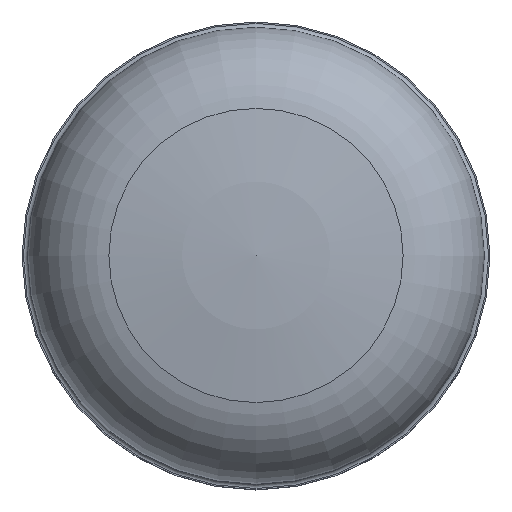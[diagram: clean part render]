
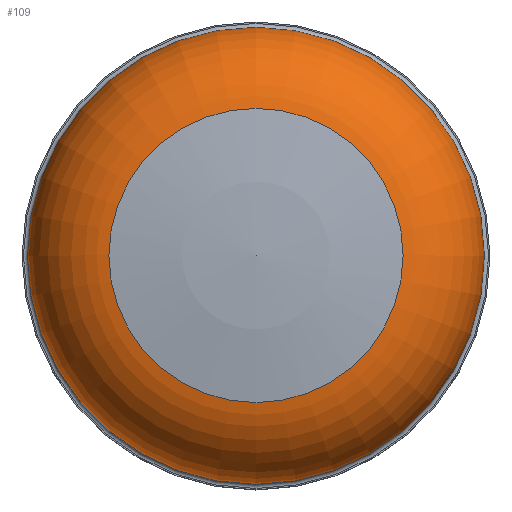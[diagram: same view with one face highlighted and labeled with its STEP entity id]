
A CAD part, top view. The second image highlights one B-rep face of the part: STEP entity #109.
In plain terms, the highlighted toroidal (fillet/blend) face has major radius 9.5 mm and minor radius 7 mm.
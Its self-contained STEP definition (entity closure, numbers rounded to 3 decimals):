
#23=FACE_BOUND($,#50,.T.);
#29=TOROIDAL_SURFACE($,#129,9.5,7.);
#35=FACE_OUTER_BOUND($,#49,.T.);
#49=EDGE_LOOP($,(#94));
#50=EDGE_LOOP($,(#95));
#58=CIRCLE($,#118,10.627);
#64=CIRCLE($,#128,16.5);
#67=VERTEX_POINT($,#178);
#73=VERTEX_POINT($,#194);
#76=EDGE_CURVE($,#67,#67,#58,.T.);
#82=EDGE_CURVE($,#73,#73,#64,.T.);
#94=ORIENTED_EDGE($,*,*,#82,.T.);
#95=ORIENTED_EDGE($,*,*,#76,.F.);
#109=ADVANCED_FACE($,(#35,#23),#29,.T.);
#118=AXIS2_PLACEMENT_3D($,#179,#140,#141);
#128=AXIS2_PLACEMENT_3D($,#195,#160,#161);
#129=AXIS2_PLACEMENT_3D($,#196,#162,#163);
#140=DIRECTION('center_axis',(0.,0.,1.));
#141=DIRECTION('ref_axis',(-1.,0.,0.));
#160=DIRECTION('center_axis',(0.,0.,1.));
#161=DIRECTION('ref_axis',(-1.,0.,0.));
#162=DIRECTION('center_axis',(0.,0.,1.));
#163=DIRECTION('ref_axis',(1.,0.,0.));
#178=CARTESIAN_POINT('',(-10.627,0.,26.139));
#179=CARTESIAN_POINT('Origin',(0.,0.,26.139));
#194=CARTESIAN_POINT('',(0.,16.5,19.23));
#195=CARTESIAN_POINT('Origin',(0.,0.,19.23));
#196=CARTESIAN_POINT('Origin',(0.,0.,19.23));
